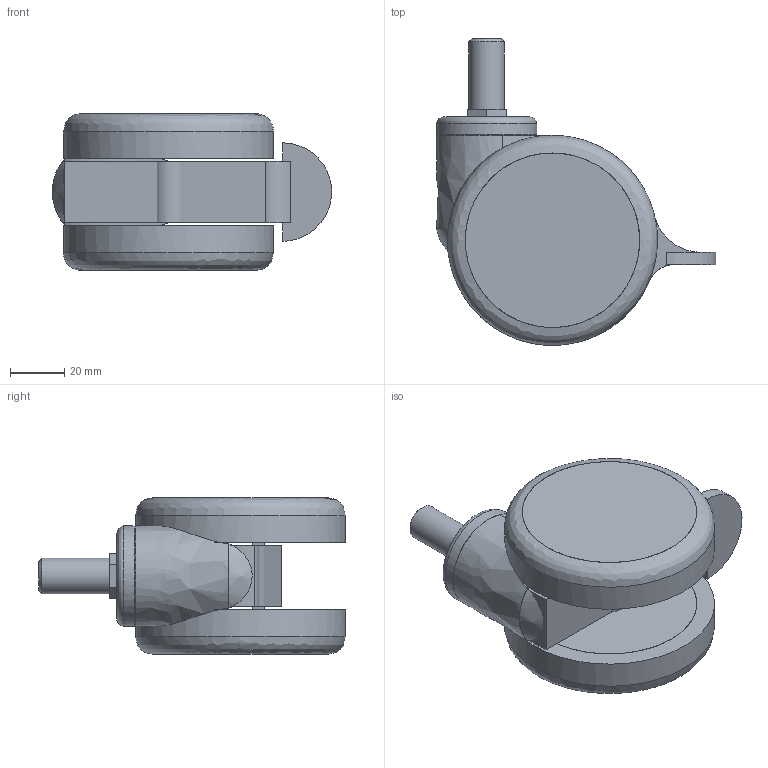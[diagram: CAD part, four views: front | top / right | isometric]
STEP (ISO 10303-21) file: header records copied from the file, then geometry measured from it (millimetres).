
FILE_DESCRIPTION(('FreeCAD Model'),'2;1');
FILE_NAME('Open CASCADE Shape Model','2025-04-29T19:05:47',('FreeCAD'),( 'FreeCAD'),'Open CASCADE STEP processor 7.6','FreeCAD','Unknown');
FILE_SCHEMA(('AUTOMOTIVE_DESIGN { 1 0 10303 214 1 1 1 1 }'));
Length unit declared in the file: millimetre
Products named in the file (1): Open CASCADE STEP translator 7.6 1
Bounding box: 103.06 x 113.17 x 57.87 mm (x, y, z)
Volume: 245388.2 mm3; surface area: 58052.8 mm2
Topology: 8 solids, 8 shells, 58 faces, 114 edges, 74 vertices
Faces by surface type: bspline 58
Entity records: 1896 total; most frequent: CARTESIAN_POINT 1168, ORIENTED_EDGE 228, EDGE_CURVE 114, VERTEX_POINT 74, FACE_BOUND 64, EDGE_LOOP 64, B_SPLINE_CURVE_WITH_KNOTS 62, ADVANCED_FACE 58
